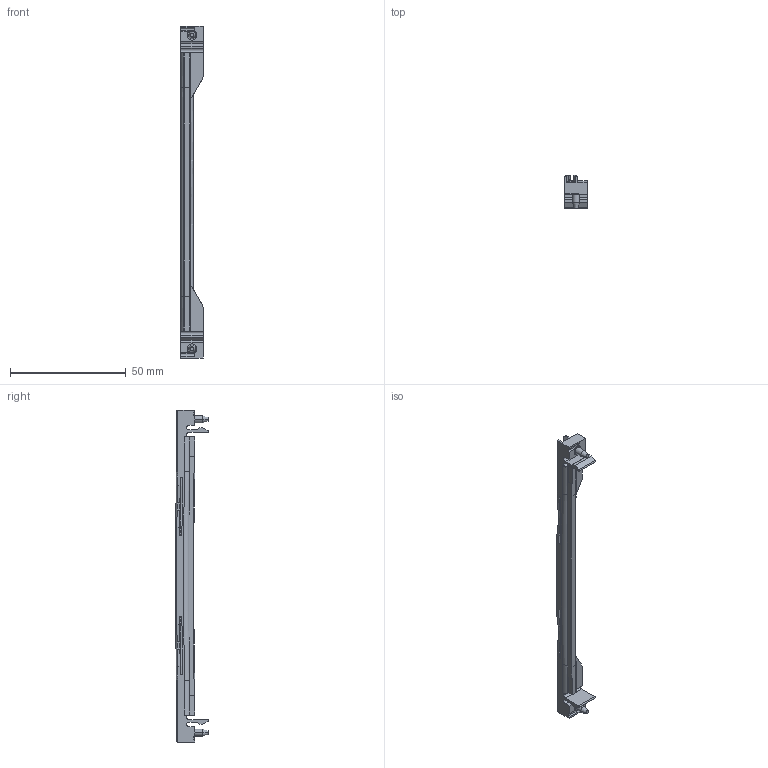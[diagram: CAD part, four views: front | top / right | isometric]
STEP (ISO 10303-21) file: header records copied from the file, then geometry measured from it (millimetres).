
FILE_DESCRIPTION((''),'2;1');
FILE_NAME('226203019600VM-','2014-11-05T',('wkoerber'),(''),'PRO/ENGINEER BY PARAMETRIC TECHNOLOGY CORPORATION, 2010160','PRO/ENGINEER BY PARAMETRIC TECHNOLOGY CORPORATION, 2010160','');
FILE_SCHEMA(('AUTOMOTIVE_DESIGN { 1 0 10303 214 1 1 1 1 }'));
Length unit declared in the file: millimetre
Products named in the file (1): 226203019600VM-
Bounding box: 9.8 x 14.24 x 143.3 mm (x, y, z)
Volume: 5502.7 mm3; surface area: 5357.9 mm2
Topology: 1 solids, 1 shells, 164 faces, 464 edges, 298 vertices
Faces by surface type: plane 108, cylinder 38, cone 10, torus 8
Entity records: 5577 total; most frequent: CARTESIAN_POINT 1260, ORIENTED_EDGE 928, DIRECTION 842, EDGE_CURVE 464, VECTOR 330, LINE 330, VERTEX_POINT 298, AXIS2_PLACEMENT_3D 256
